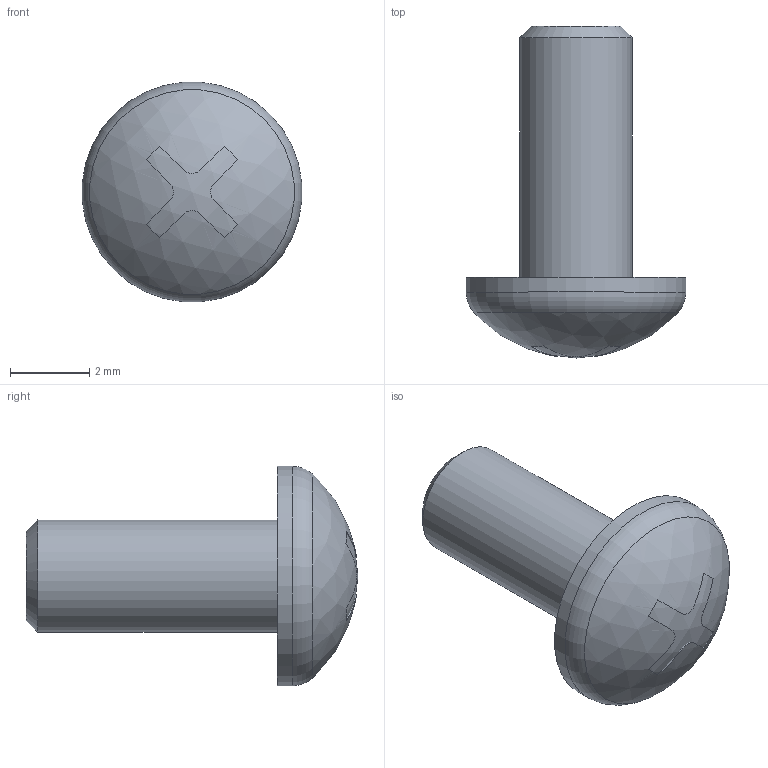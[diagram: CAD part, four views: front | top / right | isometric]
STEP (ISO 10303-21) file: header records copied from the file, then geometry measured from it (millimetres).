
FILE_DESCRIPTION(/* description */ (''),/* implementation_level */ '2;1');
FILE_NAME(/* name */ '343-0133-000',/* time_stamp */ '2000-02-03T11:25:32-06:00',/* author */ (''),/* organization */ (''),/* preprocessor_version */ 'ST-DEVELOPER 1.6',/* originating_system */ 'UNIGRAPHICS SOLUTIONS - UNIGRAPHICS 15.0',/* authorisation */ '');
FILE_SCHEMA (('CONFIG_CONTROL_DESIGN'));
Length unit declared in the file: inch
Products named in the file (1): 343-0133-000
Bounding box: 5.54 x 8.38 x 5.54 mm (x, y, z)
Volume: 144.1 mm3; surface area: 253.6 mm2
Topology: 2 solids, 2 shells, 31 faces, 68 edges, 44 vertices
Faces by surface type: plane 17, cylinder 8, cone 2, sphere 2, torus 2
Full cylindrical faces by diameter (mm): 2.845 x2, 5.563 x2
Entity records: 1012 total; most frequent: CARTESIAN_POINT 252, DIRECTION 148, ORIENTED_EDGE 120, AXIS2_PLACEMENT_3D 60, EDGE_CURVE 60, VERTEX_POINT 44, EDGE_LOOP 42, FACE_BOUND 42
